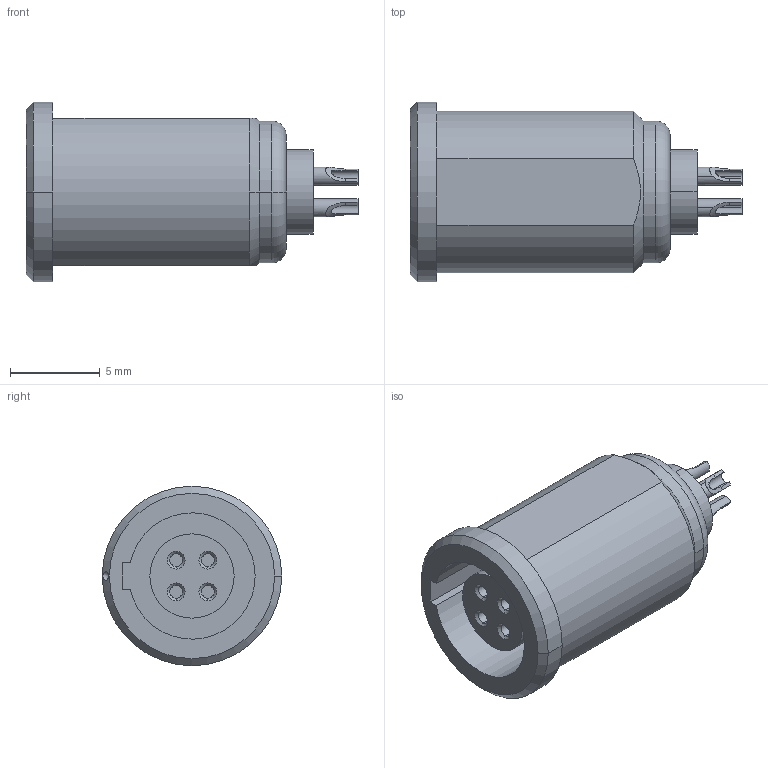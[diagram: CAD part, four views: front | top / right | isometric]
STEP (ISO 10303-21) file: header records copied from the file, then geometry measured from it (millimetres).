
FILE_DESCRIPTION((''),'2;1');
FILE_NAME('G10L0C-P04L','2013-11-04T',('RTrager'),(''),'PRO/ENGINEER BY PARAMETRIC TECHNOLOGY CORPORATION, 2013050','PRO/ENGINEER BY PARAMETRIC TECHNOLOGY CORPORATION, 2013050','');
FILE_SCHEMA(('CONFIG_CONTROL_DESIGN'));
Length unit declared in the file: millimetre
Products named in the file (1): G10L0C-P04L
Bounding box: 18.5 x 10 x 10 mm (x, y, z)
Volume: 652.2 mm3; surface area: 1051.1 mm2
Topology: 1 solids, 1 shells, 94 faces, 225 edges, 144 vertices
Faces by surface type: cylinder 43, plane 27, cone 12, torus 6, bspline 5, sphere 1
Entity records: 3501 total; most frequent: CARTESIAN_POINT 1247, DIRECTION 483, ORIENTED_EDGE 446, EDGE_CURVE 223, AXIS2_PLACEMENT_3D 196, VERTEX_POINT 144, EDGE_LOOP 107, CIRCLE 107
